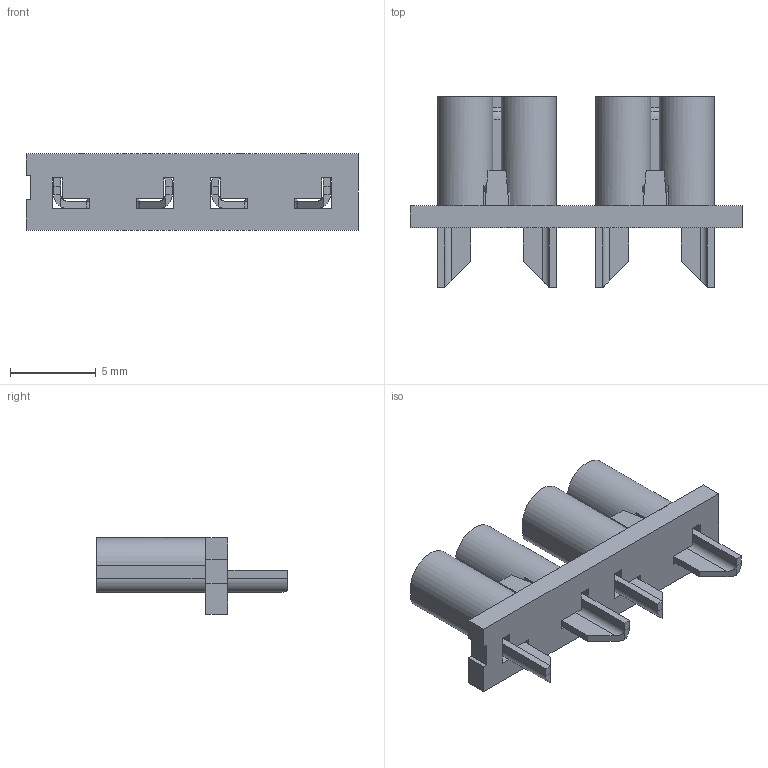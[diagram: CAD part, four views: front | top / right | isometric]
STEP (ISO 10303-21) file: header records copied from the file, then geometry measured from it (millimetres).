
FILE_DESCRIPTION (( 'STEP AP214' ), '1' );
FILE_NAME ('3522-2 Keystone.STEP', '2021-10-19T13:26:35', ( '' ), ( '' ), 'SwSTEP 2.0', 'SolidWorks 2018', '' );
FILE_SCHEMA (( 'AUTOMOTIVE_DESIGN' ));
Length unit declared in the file: millimetre
Products named in the file (1): 3522-2 Keystone
Bounding box: 19.3 x 11.1 x 4.45 mm (x, y, z)
Volume: 213.8 mm3; surface area: 881.9 mm2
Topology: 3 solids, 3 shells, 170 faces, 428 edges, 268 vertices
Faces by surface type: plane 122, cylinder 32, torus 12, cone 4
Entity records: 5084 total; most frequent: CARTESIAN_POINT 891, DIRECTION 862, ORIENTED_EDGE 856, EDGE_CURVE 428, LINE 320, VECTOR 320, AXIS2_PLACEMENT_3D 271, VERTEX_POINT 268
